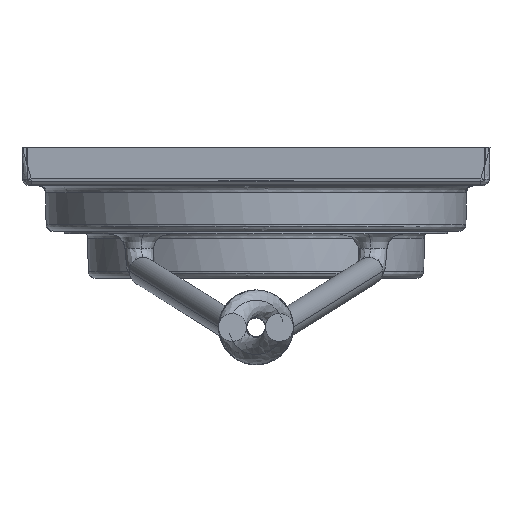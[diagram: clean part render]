
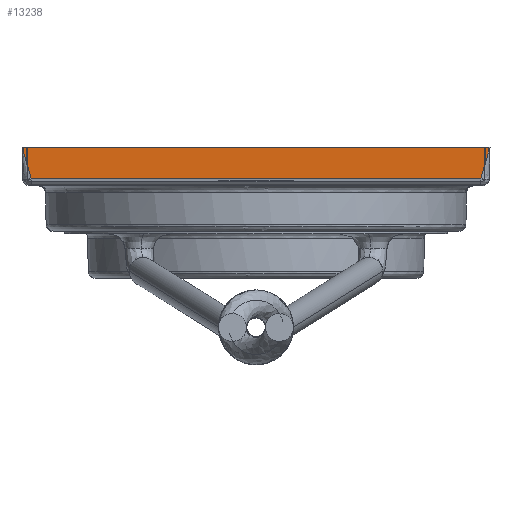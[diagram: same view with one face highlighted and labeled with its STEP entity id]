
A CAD part, front view. The second image highlights one B-rep face of the part: STEP entity #13238.
In plain terms, the highlighted free-form (B-spline) face has degree [1, 1] with [2, 2] control points.
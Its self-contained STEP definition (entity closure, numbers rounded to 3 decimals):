
#13034 = VERTEX_POINT('',#13035);
#13035 = CARTESIAN_POINT('',(-13.525,-27.185,0.));
#13054 = EDGE_CURVE('',#13034,#13055,#13057,.T.);
#13055 = VERTEX_POINT('',#13056);
#13056 = CARTESIAN_POINT('',(13.525,-27.185,0.));
#13057 = B_SPLINE_CURVE_WITH_KNOTS('',1,(#13058,#13059),.UNSPECIFIED.,
  .F.,.F.,(2,2),(0.05,19.95),
  .PIECEWISE_BEZIER_KNOTS.);
#13058 = CARTESIAN_POINT('',(-13.525,-27.185,0.));
#13059 = CARTESIAN_POINT('',(13.525,-27.185,0.));
#13238 = ADVANCED_FACE('',(#13239),#13265,.T.);
#13239 = FACE_BOUND('',#13240,.T.);
#13240 = EDGE_LOOP('',(#13241,#13250,#13257,#13264));
#13241 = ORIENTED_EDGE('',*,*,#13242,.T.);
#13242 = EDGE_CURVE('',#13034,#13243,#13245,.T.);
#13243 = VERTEX_POINT('',#13244);
#13244 = CARTESIAN_POINT('',(-13.055,-27.153,
    -1.842));
#13245 = B_SPLINE_CURVE_WITH_KNOTS('',3,(#13246,#13247,#13248,#13249),
  .UNSPECIFIED.,.F.,.F.,(4,4),(-0.002,0.),
  .PIECEWISE_BEZIER_KNOTS.);
#13246 = CARTESIAN_POINT('',(-13.525,-27.185,0.));
#13247 = CARTESIAN_POINT('',(-13.514,-27.175,
    -0.617));
#13248 = CARTESIAN_POINT('',(-13.179,-27.164,
    -1.228));
#13249 = CARTESIAN_POINT('',(-13.055,-27.153,
    -1.842));
#13250 = ORIENTED_EDGE('',*,*,#13251,.T.);
#13251 = EDGE_CURVE('',#13243,#13252,#13254,.T.);
#13252 = VERTEX_POINT('',#13253);
#13253 = CARTESIAN_POINT('',(13.055,-27.153,
    -1.842));
#13254 = B_SPLINE_CURVE_WITH_KNOTS('',1,(#13255,#13256),.UNSPECIFIED.,
  .F.,.F.,(2,2),(0.395,19.605),
  .PIECEWISE_BEZIER_KNOTS.);
#13255 = CARTESIAN_POINT('',(-13.055,-27.153,
    -1.842));
#13256 = CARTESIAN_POINT('',(13.055,-27.153,
    -1.842));
#13257 = ORIENTED_EDGE('',*,*,#13258,.T.);
#13258 = EDGE_CURVE('',#13252,#13055,#13259,.T.);
#13259 = B_SPLINE_CURVE_WITH_KNOTS('',3,(#13260,#13261,#13262,#13263),
  .UNSPECIFIED.,.F.,.F.,(4,4),(-0.001,0.),
  .PIECEWISE_BEZIER_KNOTS.);
#13260 = CARTESIAN_POINT('',(13.055,-27.153,
    -1.842));
#13261 = CARTESIAN_POINT('',(13.179,-27.164,
    -1.228));
#13262 = CARTESIAN_POINT('',(13.514,-27.175,
    -0.617));
#13263 = CARTESIAN_POINT('',(13.525,-27.185,0.));
#13264 = ORIENTED_EDGE('',*,*,#13054,.F.);
#13265 = B_SPLINE_SURFACE_WITH_KNOTS('',1,1,(
    (#13266,#13267)
    ,(#13268,#13269
    )),.UNSPECIFIED.,.F.,.F.,.F.,(2,2),(2,2),(0.,1.355),(
    0.05,19.95),.PIECEWISE_BEZIER_KNOTS.);
#13266 = CARTESIAN_POINT('',(-13.525,-27.185,0.));
#13267 = CARTESIAN_POINT('',(13.525,-27.185,0.));
#13268 = CARTESIAN_POINT('',(-13.525,-27.153,
    -1.842));
#13269 = CARTESIAN_POINT('',(13.525,-27.153,
    -1.842));
